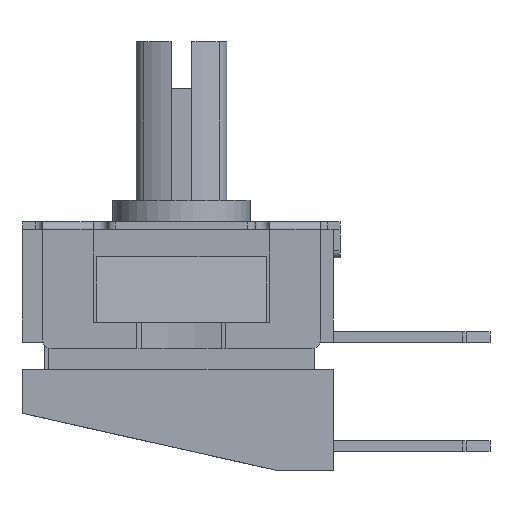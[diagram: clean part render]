
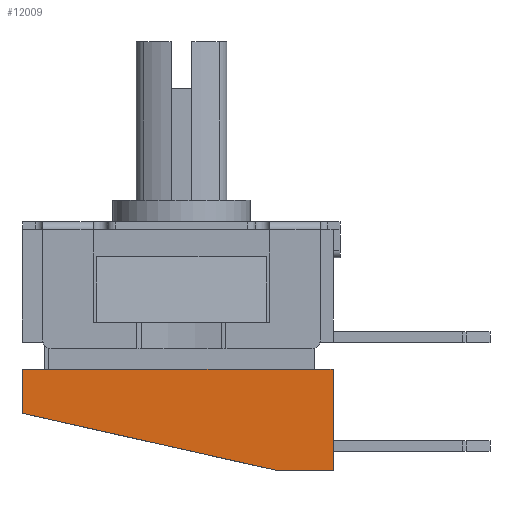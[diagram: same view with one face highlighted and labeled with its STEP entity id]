
A CAD part, front view. The second image highlights one B-rep face of the part: STEP entity #12009.
In plain terms, the highlighted planar face has unit normal (0, -1, 0).
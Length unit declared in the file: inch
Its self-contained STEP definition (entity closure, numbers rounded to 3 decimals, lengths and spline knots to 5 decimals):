
#799=PLANE('',#12840);
#1407=FACE_OUTER_BOUND('',#2053,.T.);
#2053=EDGE_LOOP('',(#10813,#10814,#10815,#10816,#10817,#10818,#10819));
#3126=LINE('',#20891,#4288);
#3130=LINE('',#20900,#4292);
#3134=LINE('',#20907,#4296);
#3135=LINE('',#20909,#4297);
#3136=LINE('',#20911,#4298);
#3137=LINE('',#20912,#4299);
#3138=LINE('',#20913,#4300);
#4288=VECTOR('',#15378,0.3937);
#4292=VECTOR('',#15384,0.3937);
#4296=VECTOR('',#15392,0.3937);
#4297=VECTOR('',#15393,0.3937);
#4298=VECTOR('',#15394,0.3937);
#4299=VECTOR('',#15395,0.3937);
#4300=VECTOR('',#15396,0.3937);
#5802=VERTEX_POINT('',#20888);
#5803=VERTEX_POINT('',#20890);
#5806=VERTEX_POINT('',#20897);
#5807=VERTEX_POINT('',#20899);
#5808=VERTEX_POINT('',#20906);
#5809=VERTEX_POINT('',#20908);
#5810=VERTEX_POINT('',#20910);
#7517=EDGE_CURVE('',#5803,#5802,#3126,.T.);
#7521=EDGE_CURVE('',#5807,#5806,#3130,.T.);
#7525=EDGE_CURVE('',#5806,#5808,#3134,.T.);
#7526=EDGE_CURVE('',#5809,#5808,#3135,.T.);
#7527=EDGE_CURVE('',#5809,#5810,#3136,.T.);
#7528=EDGE_CURVE('',#5803,#5810,#3137,.T.);
#7529=EDGE_CURVE('',#5802,#5807,#3138,.T.);
#10813=ORIENTED_EDGE('',*,*,#7521,.T.);
#10814=ORIENTED_EDGE('',*,*,#7525,.T.);
#10815=ORIENTED_EDGE('',*,*,#7526,.F.);
#10816=ORIENTED_EDGE('',*,*,#7527,.T.);
#10817=ORIENTED_EDGE('',*,*,#7528,.F.);
#10818=ORIENTED_EDGE('',*,*,#7517,.T.);
#10819=ORIENTED_EDGE('',*,*,#7529,.T.);
#12009=ADVANCED_FACE('',(#1407),#799,.T.);
#12840=AXIS2_PLACEMENT_3D('',#20905,#15390,#15391);
#15378=DIRECTION('',(0.,0.,1.));
#15384=DIRECTION('',(-1.,0.,0.));
#15390=DIRECTION('center_axis',(0.,-1.,0.));
#15391=DIRECTION('ref_axis',(0.,0.,-1.));
#15392=DIRECTION('',(-1.,0.,0.));
#15393=DIRECTION('',(0.,0.,1.));
#15394=DIRECTION('',(0.976,0.,-0.219));
#15395=DIRECTION('',(-1.,0.,0.));
#15396=DIRECTION('',(-1.,0.,0.));
#20888=CARTESIAN_POINT('',(0.13937,-0.1374,0.09291));
#20890=CARTESIAN_POINT('',(0.13937,-0.1374,0.));
#20891=CARTESIAN_POINT('',(0.13937,-0.1374,0.));
#20897=CARTESIAN_POINT('',(-0.12205,-0.1374,0.09291));
#20899=CARTESIAN_POINT('',(0.12205,-0.1374,0.09291));
#20900=CARTESIAN_POINT('',(0.13071,-0.1374,0.09291));
#20905=CARTESIAN_POINT('Origin',(0.13937,-0.1374,0.));
#20906=CARTESIAN_POINT('',(-0.14646,-0.1374,0.09291));
#20907=CARTESIAN_POINT('',(-0.00354,-0.1374,0.09291));
#20908=CARTESIAN_POINT('',(-0.14646,-0.1374,0.05236));
#20909=CARTESIAN_POINT('',(-0.14646,-0.1374,0.));
#20910=CARTESIAN_POINT('',(0.08701,-0.1374,0.));
#20911=CARTESIAN_POINT('',(0.11194,-0.1374,-0.00559));
#20912=CARTESIAN_POINT('',(0.13937,-0.1374,0.));
#20913=CARTESIAN_POINT('',(0.13071,-0.1374,0.09291));
